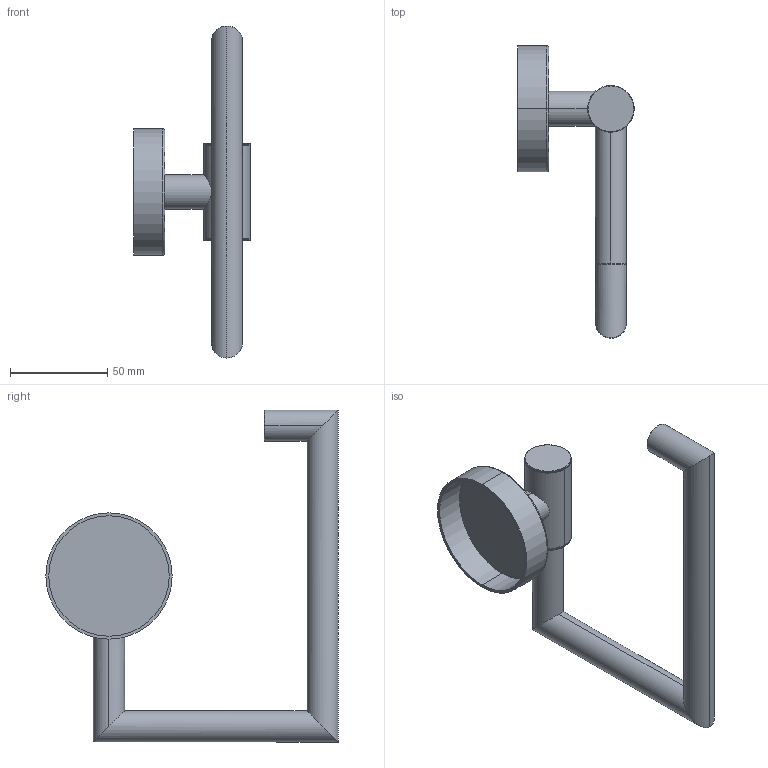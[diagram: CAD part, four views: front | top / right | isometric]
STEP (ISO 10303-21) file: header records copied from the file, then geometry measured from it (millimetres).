
FILE_DESCRIPTION (( 'STEP AP203' ), '1' );
FILE_NAME ('21582 - Marbea.STEP', '2013-03-22T17:13:40', ( '' ), ( '' ), 'SwSTEP 2.0', 'SolidWorks 2012', '' );
FILE_SCHEMA (( 'CONFIG_CONTROL_DESIGN' ));
Length unit declared in the file: millimetre
Products named in the file (5): Marbea 001 - papier; Marbea 001; 21582 - Marbea; Marbea 004 - papier; Marbea 003 - papier
Assembly tree (4 placements, depth 2):
  21582 - Marbea
    Marbea 001
    Marbea 001 - papier
    Marbea 003 - papier
    Marbea 004 - papier
Bounding box: 60 x 150.5 x 171 mm (x, y, z)
Volume: 107287.5 mm3; surface area: 40029.9 mm2
Topology: 4 solids, 4 shells, 53 faces, 107 edges, 67 vertices
Faces by surface type: cylinder 28, plane 15, torus 10
Entity records: 2054 total; most frequent: CARTESIAN_POINT 400, DIRECTION 275, ORIENTED_EDGE 214, AXIS2_PLACEMENT_3D 122, EDGE_CURVE 107, VERTEX_POINT 67, CIRCLE 62, EDGE_LOOP 60
